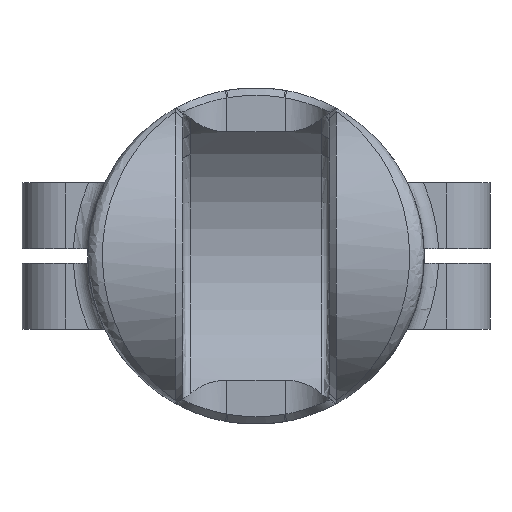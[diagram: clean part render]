
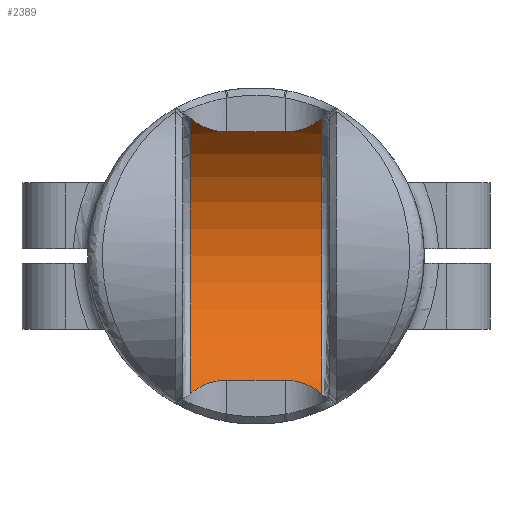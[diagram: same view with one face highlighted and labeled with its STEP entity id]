
A CAD part, front view. The second image highlights one B-rep face of the part: STEP entity #2389.
In plain terms, the highlighted cylindrical face has radius 22 mm (diameter 44 mm), a partial arc.
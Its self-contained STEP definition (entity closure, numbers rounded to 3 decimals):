
#142=B_SPLINE_CURVE_WITH_KNOTS('',3,(#4228,#4229,#4230,#4231,#4232,#4233,
#4234,#4235),.UNSPECIFIED.,.F.,.F.,(4,2,2,4),(-0.605,-0.459,
-0.229,0.),.UNSPECIFIED.);
#143=B_SPLINE_CURVE_WITH_KNOTS('',3,(#4247,#4248,#4249,#4250,#4251,#4252,
#4253,#4254),.UNSPECIFIED.,.F.,.F.,(4,2,2,4),(0.,0.229,0.459,
0.605),.UNSPECIFIED.);
#160=B_SPLINE_CURVE_WITH_KNOTS('',3,(#4866,#4867,#4868,#4869,#4870,#4871,
#4872,#4873),.UNSPECIFIED.,.F.,.F.,(4,2,2,4),(1.895,2.125,
2.354,2.5),.UNSPECIFIED.);
#161=B_SPLINE_CURVE_WITH_KNOTS('',3,(#4875,#4876,#4877,#4878,#4879,#4880,
#4881,#4882),.UNSPECIFIED.,.F.,.F.,(4,2,2,4),(1.29,1.436,
1.666,1.895),.UNSPECIFIED.);
#226=LINE('',#4268,#378);
#241=LINE('',#4874,#393);
#378=VECTOR('',#2845,10.);
#393=VECTOR('',#2912,10.);
#493=CYLINDRICAL_SURFACE('',#2544,22.);
#594=FACE_OUTER_BOUND('',#743,.T.);
#743=EDGE_LOOP('',(#1807,#1808,#1809,#1810,#1811,#1812,#1813,#1814));
#871=CIRCLE('',#2539,22.);
#873=CIRCLE('',#2543,22.);
#1043=VERTEX_POINT('',#4216);
#1044=VERTEX_POINT('',#4227);
#1047=VERTEX_POINT('',#4244);
#1048=VERTEX_POINT('',#4246);
#1049=VERTEX_POINT('',#4266);
#1075=VERTEX_POINT('',#4831);
#1078=VERTEX_POINT('',#4845);
#1080=VERTEX_POINT('',#4865);
#1304=EDGE_CURVE('',#1043,#1044,#142,.T.);
#1310=EDGE_CURVE('',#1047,#1048,#143,.T.);
#1313=EDGE_CURVE('',#1049,#1047,#226,.T.);
#1350=EDGE_CURVE('',#1078,#1075,#871,.T.);
#1354=EDGE_CURVE('',#1048,#1043,#873,.T.);
#1355=EDGE_CURVE('',#1080,#1078,#160,.T.);
#1356=EDGE_CURVE('',#1044,#1080,#241,.T.);
#1357=EDGE_CURVE('',#1075,#1049,#161,.T.);
#1807=ORIENTED_EDGE('',*,*,#1350,.F.);
#1808=ORIENTED_EDGE('',*,*,#1355,.F.);
#1809=ORIENTED_EDGE('',*,*,#1356,.F.);
#1810=ORIENTED_EDGE('',*,*,#1304,.F.);
#1811=ORIENTED_EDGE('',*,*,#1354,.F.);
#1812=ORIENTED_EDGE('',*,*,#1310,.F.);
#1813=ORIENTED_EDGE('',*,*,#1313,.F.);
#1814=ORIENTED_EDGE('',*,*,#1357,.F.);
#2389=ADVANCED_FACE('',(#594),#493,.F.);
#2539=AXIS2_PLACEMENT_3D('',#4856,#2898,#2899);
#2543=AXIS2_PLACEMENT_3D('',#4863,#2908,#2909);
#2544=AXIS2_PLACEMENT_3D('',#4864,#2910,#2911);
#2845=DIRECTION('',(-1.,0.,0.));
#2898=DIRECTION('center_axis',(-1.,0.,0.));
#2899=DIRECTION('ref_axis',(0.,1.,0.));
#2908=DIRECTION('center_axis',(1.,0.,0.));
#2909=DIRECTION('ref_axis',(0.,1.,0.));
#2910=DIRECTION('center_axis',(1.,0.,0.));
#2911=DIRECTION('ref_axis',(0.,0.,-1.));
#2912=DIRECTION('',(1.,0.,0.));
#4216=CARTESIAN_POINT('',(-9.,-12.683,18.866));
#4227=CARTESIAN_POINT('',(-4.,-10.,16.97));
#4228=CARTESIAN_POINT('Ctrl Pts',(-9.,-12.683,18.866));
#4229=CARTESIAN_POINT('Ctrl Pts',(-8.746,-12.3,18.636));
#4230=CARTESIAN_POINT('Ctrl Pts',(-8.45,-11.951,18.411));
#4231=CARTESIAN_POINT('Ctrl Pts',(-7.627,-11.17,17.881));
#4232=CARTESIAN_POINT('Ctrl Pts',(-6.988,-10.74,17.559));
#4233=CARTESIAN_POINT('Ctrl Pts',(-5.558,-10.155,17.101));
#4234=CARTESIAN_POINT('Ctrl Pts',(-4.765,-10.,16.97));
#4235=CARTESIAN_POINT('Ctrl Pts',(-4.,-10.,16.97));
#4244=CARTESIAN_POINT('',(-4.,-10.,-16.971));
#4246=CARTESIAN_POINT('',(-9.,-12.683,-18.866));
#4247=CARTESIAN_POINT('Ctrl Pts',(-4.,-10.,-16.971));
#4248=CARTESIAN_POINT('Ctrl Pts',(-4.765,-10.,-16.971));
#4249=CARTESIAN_POINT('Ctrl Pts',(-5.558,-10.155,-17.101));
#4250=CARTESIAN_POINT('Ctrl Pts',(-6.988,-10.74,-17.559));
#4251=CARTESIAN_POINT('Ctrl Pts',(-7.627,-11.17,-17.881));
#4252=CARTESIAN_POINT('Ctrl Pts',(-8.45,-11.951,-18.411));
#4253=CARTESIAN_POINT('Ctrl Pts',(-8.746,-12.3,-18.636));
#4254=CARTESIAN_POINT('Ctrl Pts',(-9.,-12.683,-18.866));
#4266=CARTESIAN_POINT('',(4.,-10.,-16.971));
#4268=CARTESIAN_POINT('',(-10.,-10.,-16.971));
#4831=CARTESIAN_POINT('',(9.,-12.683,-18.866));
#4845=CARTESIAN_POINT('',(9.,-12.683,18.866));
#4856=CARTESIAN_POINT('Origin',(9.,-24.,0.));
#4863=CARTESIAN_POINT('Origin',(-9.,-24.,0.));
#4864=CARTESIAN_POINT('Origin',(-10.,-24.,0.));
#4865=CARTESIAN_POINT('',(4.,-10.,16.97));
#4866=CARTESIAN_POINT('Ctrl Pts',(4.,-10.,16.97));
#4867=CARTESIAN_POINT('Ctrl Pts',(4.765,-10.,16.97));
#4868=CARTESIAN_POINT('Ctrl Pts',(5.558,-10.155,17.101));
#4869=CARTESIAN_POINT('Ctrl Pts',(6.988,-10.74,17.559));
#4870=CARTESIAN_POINT('Ctrl Pts',(7.627,-11.17,17.881));
#4871=CARTESIAN_POINT('Ctrl Pts',(8.45,-11.951,18.411));
#4872=CARTESIAN_POINT('Ctrl Pts',(8.746,-12.3,18.636));
#4873=CARTESIAN_POINT('Ctrl Pts',(9.,-12.683,18.866));
#4874=CARTESIAN_POINT('',(-10.,-10.,16.97));
#4875=CARTESIAN_POINT('Ctrl Pts',(9.,-12.683,-18.866));
#4876=CARTESIAN_POINT('Ctrl Pts',(8.746,-12.3,-18.636));
#4877=CARTESIAN_POINT('Ctrl Pts',(8.45,-11.951,-18.411));
#4878=CARTESIAN_POINT('Ctrl Pts',(7.627,-11.17,-17.881));
#4879=CARTESIAN_POINT('Ctrl Pts',(6.988,-10.74,-17.559));
#4880=CARTESIAN_POINT('Ctrl Pts',(5.558,-10.155,-17.101));
#4881=CARTESIAN_POINT('Ctrl Pts',(4.765,-10.,-16.971));
#4882=CARTESIAN_POINT('Ctrl Pts',(4.,-10.,-16.971));
